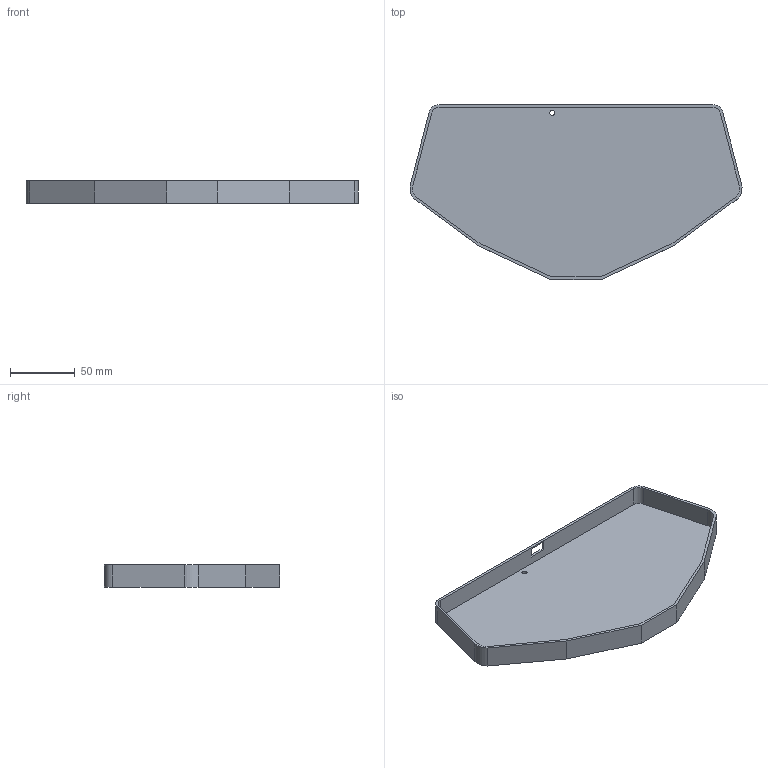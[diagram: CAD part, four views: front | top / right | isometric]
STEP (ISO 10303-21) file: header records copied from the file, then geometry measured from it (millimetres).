
FILE_DESCRIPTION(/* description */ (''),/* implementation_level */ '2;1');
FILE_NAME(/* name */ 'euclid36-case v1.step',/* time_stamp */ '2021-03-23T13:20:20-07:00',/* author */ (''),/* organization */ (''),/* preprocessor_version */ 'ST-DEVELOPER v18.1',/* originating_system */ 'Autodesk Translation Framework v9.10.0.1330',/* authorisation */ '');
FILE_SCHEMA (('AUTOMOTIVE_DESIGN { 1 0 10303 214 3 1 1 }'));
Length unit declared in the file: millimetre
Products named in the file (2): euclid36-case; COMPOUND
Assembly tree (1 placements, depth 2):
  euclid36-case
    COMPOUND
Bounding box: 256.09 x 135 x 17 mm (x, y, z)
Volume: 73788 mm3; surface area: 75210.2 mm2
Topology: 1 solids, 1 shells, 32 faces, 91 edges, 62 vertices
Faces by surface type: plane 23, cylinder 9
Full cylindrical faces by diameter (mm): 3.927 x1
Entity records: 1113 total; most frequent: CARTESIAN_POINT 188, ORIENTED_EDGE 182, DIRECTION 179, EDGE_CURVE 91, LINE 73, VECTOR 73, VERTEX_POINT 62, AXIS2_PLACEMENT_3D 53
